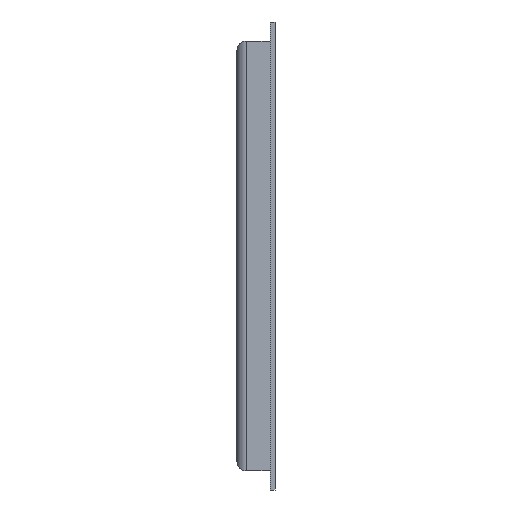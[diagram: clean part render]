
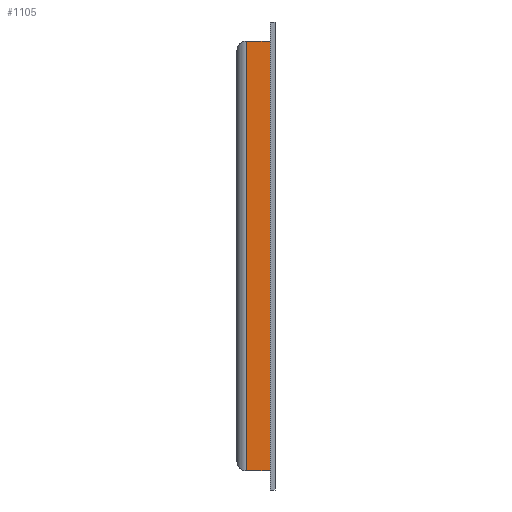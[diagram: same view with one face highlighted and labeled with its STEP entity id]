
A CAD part, left-side view. The second image highlights one B-rep face of the part: STEP entity #1105.
In plain terms, the highlighted planar face has unit normal (-1, 0, 0).
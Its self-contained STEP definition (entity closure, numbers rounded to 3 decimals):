
#12 = CARTESIAN_POINT ( 'NONE',  ( -80., 3., -22.5 ) ) ;
#43 = CARTESIAN_POINT ( 'NONE',  ( -80., 3., -22.5 ) ) ;
#88 = LINE ( 'NONE', #469, #1855 ) ;
#312 = ORIENTED_EDGE ( 'NONE', *, *, #4995, .F. ) ;
#374 = CARTESIAN_POINT ( 'NONE',  ( -80., 3., 22.5 ) ) ;
#405 = EDGE_CURVE ( 'NONE', #2112, #4385, #626, .T. ) ;
#469 = CARTESIAN_POINT ( 'NONE',  ( -80., 4., -22.5 ) ) ;
#626 = LINE ( 'NONE', #4513, #5512 ) ;
#1003 = CARTESIAN_POINT ( 'NONE',  ( -80., 4., 22.5 ) ) ;
#1105 = ADVANCED_FACE ( 'NONE', ( #2746 ), #5131, .T. ) ;
#1372 = EDGE_LOOP ( 'NONE', ( #3466, #5935, #312, #2734 ) ) ;
#1550 = DIRECTION ( 'NONE',  ( 0., 0., -1. ) ) ;
#1855 = VECTOR ( 'NONE', #2446, 1000. ) ;
#1926 = AXIS2_PLACEMENT_3D ( 'NONE', #6150, #3249, #5190 ) ;
#2061 = DIRECTION ( 'NONE',  ( 0., 0., 1. ) ) ;
#2104 = CARTESIAN_POINT ( 'NONE',  ( -80., 0.5, 22.5 ) ) ;
#2112 = VERTEX_POINT ( 'NONE', #4472 ) ;
#2446 = DIRECTION ( 'NONE',  ( 0., -1., 0. ) ) ;
#2734 = ORIENTED_EDGE ( 'NONE', *, *, #3434, .T. ) ;
#2746 = FACE_OUTER_BOUND ( 'NONE', #1372, .T. ) ;
#2807 = VECTOR ( 'NONE', #3035, 1000. ) ;
#2940 = VERTEX_POINT ( 'NONE', #12 ) ;
#3035 = DIRECTION ( 'NONE',  ( 0., -1., 0. ) ) ;
#3249 = DIRECTION ( 'NONE',  ( -1., 0., 0. ) ) ;
#3434 = EDGE_CURVE ( 'NONE', #5633, #2940, #3997, .T. ) ;
#3466 = ORIENTED_EDGE ( 'NONE', *, *, #5739, .T. ) ;
#3997 = LINE ( 'NONE', #43, #4267 ) ;
#4267 = VECTOR ( 'NONE', #1550, 1000. ) ;
#4385 = VERTEX_POINT ( 'NONE', #2104 ) ;
#4472 = CARTESIAN_POINT ( 'NONE',  ( -80., 0.5, -22.5 ) ) ;
#4513 = CARTESIAN_POINT ( 'NONE',  ( -80., 0.5, -22.5 ) ) ;
#4995 = EDGE_CURVE ( 'NONE', #5633, #4385, #5358, .T. ) ;
#5131 = PLANE ( 'NONE',  #1926 ) ;
#5190 = DIRECTION ( 'NONE',  ( 0., 0., 1. ) ) ;
#5358 = LINE ( 'NONE', #1003, #2807 ) ;
#5512 = VECTOR ( 'NONE', #2061, 1000. ) ;
#5633 = VERTEX_POINT ( 'NONE', #374 ) ;
#5739 = EDGE_CURVE ( 'NONE', #2940, #2112, #88, .T. ) ;
#5935 = ORIENTED_EDGE ( 'NONE', *, *, #405, .T. ) ;
#6150 = CARTESIAN_POINT ( 'NONE',  ( -80., 4., -22.5 ) ) ;
